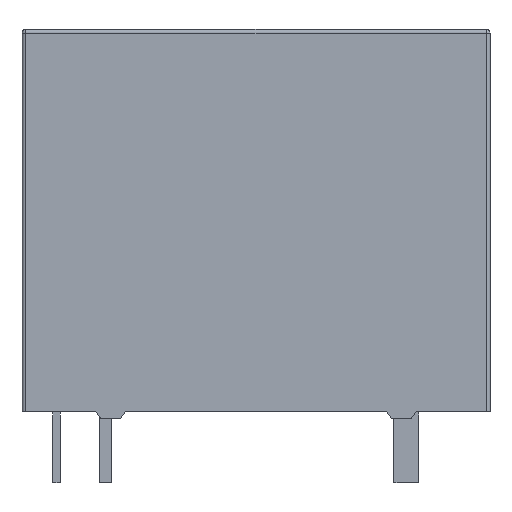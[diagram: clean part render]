
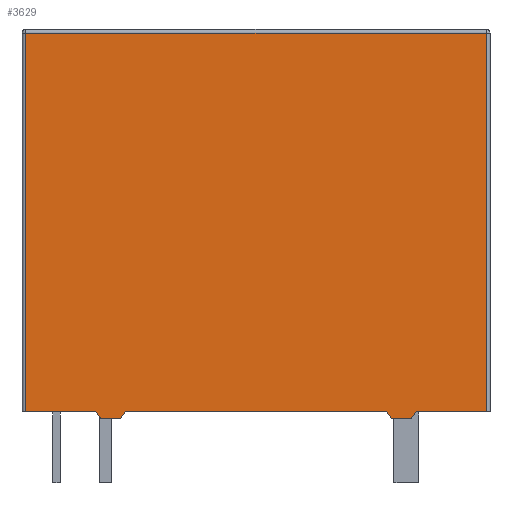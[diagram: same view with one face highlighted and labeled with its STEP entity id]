
A CAD part, front view. The second image highlights one B-rep face of the part: STEP entity #3629.
In plain terms, the highlighted planar face has unit normal (0, -1, 0).
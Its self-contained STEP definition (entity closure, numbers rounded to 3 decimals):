
#34 = CARTESIAN_POINT ( 'NONE',  ( 5.3, -7.75, 0.3 ) ) ;
#326 = VECTOR ( 'NONE', #13182, 1000. ) ;
#400 = CARTESIAN_POINT ( 'NONE',  ( 6.5, -7.75, 0.3 ) ) ;
#445 = CARTESIAN_POINT ( 'NONE',  ( -5.47, -7.75, 0.045 ) ) ;
#483 = ORIENTED_EDGE ( 'NONE', *, *, #1143, .T. ) ;
#749 = CARTESIAN_POINT ( 'NONE',  ( -6.33, -7.75, 0.045 ) ) ;
#898 = DIRECTION ( 'NONE',  ( 1., 0., 0. ) ) ;
#904 = CARTESIAN_POINT ( 'NONE',  ( -9.5, -7.75, 0.3 ) ) ;
#978 = CARTESIAN_POINT ( 'NONE',  ( -6.246, -7.75, 0.1 ) ) ;
#1034 = VECTOR ( 'NONE', #3005, 1000. ) ;
#1045 = DIRECTION ( 'NONE',  ( 1., 0., 0. ) ) ;
#1143 = EDGE_CURVE ( 'NONE', #1392, #17567, #17331, .T. ) ;
#1392 = VERTEX_POINT ( 'NONE', #6726 ) ;
#1397 = LINE ( 'NONE', #4220, #2026 ) ;
#1408 = DIRECTION ( 'NONE',  ( 0., -1., 0. ) ) ;
#1427 = CARTESIAN_POINT ( 'NONE',  ( 6.246, -7.75, 0. ) ) ;
#1511 = LINE ( 'NONE', #11770, #1034 ) ;
#1557 = DIRECTION ( 'NONE',  ( 0., -1., 0. ) ) ;
#1600 = CARTESIAN_POINT ( 'NONE',  ( 9.35, -7.75, 15.8 ) ) ;
#2026 = VECTOR ( 'NONE', #15557, 1000. ) ;
#2276 = EDGE_CURVE ( 'NONE', #14159, #7789, #14158, .T. ) ;
#2390 = CARTESIAN_POINT ( 'NONE',  ( -9.35, -7.75, 0.3 ) ) ;
#2551 = ORIENTED_EDGE ( 'NONE', *, *, #3145, .T. ) ;
#2729 = CARTESIAN_POINT ( 'NONE',  ( -9.5, -7.75, 0.3 ) ) ;
#2784 = CARTESIAN_POINT ( 'NONE',  ( 9.35, -7.75, 15.65 ) ) ;
#3005 = DIRECTION ( 'NONE',  ( 0.555, 0., -0.832 ) ) ;
#3145 = EDGE_CURVE ( 'NONE', #7789, #18133, #15396, .T. ) ;
#3266 = ORIENTED_EDGE ( 'NONE', *, *, #10541, .T. ) ;
#3292 = CIRCLE ( 'NONE', #11037, 0.1 ) ;
#3399 = DIRECTION ( 'NONE',  ( 1., 0., 0. ) ) ;
#3456 = CIRCLE ( 'NONE', #13934, 0.1 ) ;
#3572 = DIRECTION ( 'NONE',  ( 0., 0., 1. ) ) ;
#3629 = ADVANCED_FACE ( 'NONE', ( #11340 ), #14263, .F. ) ;
#3638 = AXIS2_PLACEMENT_3D ( 'NONE', #978, #15415, #9502 ) ;
#3696 = ORIENTED_EDGE ( 'NONE', *, *, #5661, .T. ) ;
#3905 = EDGE_CURVE ( 'NONE', #10502, #17031, #5976, .T. ) ;
#4160 = LINE ( 'NONE', #8467, #5265 ) ;
#4220 = CARTESIAN_POINT ( 'NONE',  ( 5.47, -7.75, 0.045 ) ) ;
#4350 = ORIENTED_EDGE ( 'NONE', *, *, #9362, .T. ) ;
#4484 = AXIS2_PLACEMENT_3D ( 'NONE', #6068, #4673, #11765 ) ;
#4673 = DIRECTION ( 'NONE',  ( 0., -1., 0. ) ) ;
#4766 = AXIS2_PLACEMENT_3D ( 'NONE', #13297, #17505, #3572 ) ;
#4867 = VERTEX_POINT ( 'NONE', #14128 ) ;
#5265 = VECTOR ( 'NONE', #10045, 1000. ) ;
#5661 = EDGE_CURVE ( 'NONE', #12482, #14595, #16315, .T. ) ;
#5709 = ORIENTED_EDGE ( 'NONE', *, *, #17209, .T. ) ;
#5915 = CARTESIAN_POINT ( 'NONE',  ( -5.554, -7.75, 0. ) ) ;
#5976 = LINE ( 'NONE', #445, #326 ) ;
#6068 = CARTESIAN_POINT ( 'NONE',  ( 5.554, -7.75, 0.1 ) ) ;
#6284 = CARTESIAN_POINT ( 'NONE',  ( -6.246, -7.75, 0. ) ) ;
#6390 = ORIENTED_EDGE ( 'NONE', *, *, #3905, .T. ) ;
#6726 = CARTESIAN_POINT ( 'NONE',  ( -6.246, -7.75, 0. ) ) ;
#6901 = VECTOR ( 'NONE', #17222, 1000. ) ;
#7569 = ORIENTED_EDGE ( 'NONE', *, *, #18316, .T. ) ;
#7765 = CARTESIAN_POINT ( 'NONE',  ( -9.35, -7.75, 15.65 ) ) ;
#7789 = VERTEX_POINT ( 'NONE', #2784 ) ;
#7924 = CARTESIAN_POINT ( 'NONE',  ( 6.5, -7.75, 0.3 ) ) ;
#8467 = CARTESIAN_POINT ( 'NONE',  ( -9.35, -7.75, 15.8 ) ) ;
#8504 = CARTESIAN_POINT ( 'NONE',  ( -5.554, -7.75, 0.1 ) ) ;
#8721 = ORIENTED_EDGE ( 'NONE', *, *, #14615, .T. ) ;
#8820 = ORIENTED_EDGE ( 'NONE', *, *, #10922, .T. ) ;
#8916 = DIRECTION ( 'NONE',  ( 1., 0., 0. ) ) ;
#9250 = CARTESIAN_POINT ( 'NONE',  ( -5.47, -7.75, 0.045 ) ) ;
#9322 = EDGE_CURVE ( 'NONE', #14064, #12482, #15266, .T. ) ;
#9335 = CIRCLE ( 'NONE', #3638, 0.1 ) ;
#9362 = EDGE_CURVE ( 'NONE', #14595, #4867, #3292, .T. ) ;
#9502 = DIRECTION ( 'NONE',  ( 0., 0., 1. ) ) ;
#9616 = DIRECTION ( 'NONE',  ( 1., 0., 0. ) ) ;
#9820 = ORIENTED_EDGE ( 'NONE', *, *, #9322, .T. ) ;
#9826 = VERTEX_POINT ( 'NONE', #34 ) ;
#9897 = LINE ( 'NONE', #904, #17229 ) ;
#10045 = DIRECTION ( 'NONE',  ( 0., 0., -1. ) ) ;
#10117 = EDGE_CURVE ( 'NONE', #16298, #14159, #16855, .T. ) ;
#10502 = VERTEX_POINT ( 'NONE', #9250 ) ;
#10541 = EDGE_CURVE ( 'NONE', #10935, #16497, #18405, .T. ) ;
#10922 = EDGE_CURVE ( 'NONE', #14036, #1392, #9335, .T. ) ;
#10935 = VERTEX_POINT ( 'NONE', #2390 ) ;
#11037 = AXIS2_PLACEMENT_3D ( 'NONE', #14242, #1408, #14602 ) ;
#11340 = FACE_OUTER_BOUND ( 'NONE', #11872, .T. ) ;
#11765 = DIRECTION ( 'NONE',  ( 0., 0., 1. ) ) ;
#11770 = CARTESIAN_POINT ( 'NONE',  ( -6.5, -7.75, 0.3 ) ) ;
#11872 = EDGE_LOOP ( 'NONE', ( #13503, #15585, #2551, #8721, #3266, #13756, #8820, #483, #14442, #6390, #5709, #7569, #9820, #3696, #4350, #14587 ) ) ;
#11900 = DIRECTION ( 'NONE',  ( 0.555, 0., 0.832 ) ) ;
#12482 = VERTEX_POINT ( 'NONE', #15064 ) ;
#12523 = VECTOR ( 'NONE', #8916, 1000. ) ;
#12544 = CARTESIAN_POINT ( 'NONE',  ( 5.47, -7.75, 0.045 ) ) ;
#13182 = DIRECTION ( 'NONE',  ( 0.555, 0., 0.832 ) ) ;
#13297 = CARTESIAN_POINT ( 'NONE',  ( -9.5, -7.75, 15.8 ) ) ;
#13503 = ORIENTED_EDGE ( 'NONE', *, *, #10117, .T. ) ;
#13640 = VECTOR ( 'NONE', #11900, 1000. ) ;
#13756 = ORIENTED_EDGE ( 'NONE', *, *, #15972, .T. ) ;
#13934 = AXIS2_PLACEMENT_3D ( 'NONE', #8504, #1557, #17178 ) ;
#14036 = VERTEX_POINT ( 'NONE', #749 ) ;
#14064 = VERTEX_POINT ( 'NONE', #12544 ) ;
#14128 = CARTESIAN_POINT ( 'NONE',  ( 6.33, -7.75, 0.045 ) ) ;
#14158 = LINE ( 'NONE', #1600, #6901 ) ;
#14159 = VERTEX_POINT ( 'NONE', #14418 ) ;
#14164 = CARTESIAN_POINT ( 'NONE',  ( -9.5, -7.75, 15.65 ) ) ;
#14242 = CARTESIAN_POINT ( 'NONE',  ( 6.246, -7.75, 0.1 ) ) ;
#14263 = PLANE ( 'NONE',  #4766 ) ;
#14418 = CARTESIAN_POINT ( 'NONE',  ( 9.35, -7.75, 0.3 ) ) ;
#14442 = ORIENTED_EDGE ( 'NONE', *, *, #16464, .T. ) ;
#14567 = CARTESIAN_POINT ( 'NONE',  ( -6.5, -7.75, 0.3 ) ) ;
#14587 = ORIENTED_EDGE ( 'NONE', *, *, #17734, .T. ) ;
#14595 = VERTEX_POINT ( 'NONE', #1427 ) ;
#14602 = DIRECTION ( 'NONE',  ( 0., 0., 1. ) ) ;
#14615 = EDGE_CURVE ( 'NONE', #18133, #10935, #4160, .T. ) ;
#14673 = VECTOR ( 'NONE', #3399, 1000. ) ;
#14837 = LINE ( 'NONE', #400, #13640 ) ;
#15064 = CARTESIAN_POINT ( 'NONE',  ( 5.554, -7.75, 0. ) ) ;
#15266 = CIRCLE ( 'NONE', #4484, 0.1 ) ;
#15344 = CARTESIAN_POINT ( 'NONE',  ( -9.5, -7.75, 0.3 ) ) ;
#15396 = LINE ( 'NONE', #14164, #16999 ) ;
#15415 = DIRECTION ( 'NONE',  ( 0., -1., 0. ) ) ;
#15557 = DIRECTION ( 'NONE',  ( 0.555, 0., -0.832 ) ) ;
#15585 = ORIENTED_EDGE ( 'NONE', *, *, #2276, .T. ) ;
#15832 = CARTESIAN_POINT ( 'NONE',  ( -5.3, -7.75, 0.3 ) ) ;
#15922 = DIRECTION ( 'NONE',  ( -1., 0., 0. ) ) ;
#15972 = EDGE_CURVE ( 'NONE', #16497, #14036, #1511, .T. ) ;
#16138 = VECTOR ( 'NONE', #1045, 1000. ) ;
#16232 = CARTESIAN_POINT ( 'NONE',  ( 6.246, -7.75, 0. ) ) ;
#16298 = VERTEX_POINT ( 'NONE', #7924 ) ;
#16315 = LINE ( 'NONE', #16232, #14673 ) ;
#16464 = EDGE_CURVE ( 'NONE', #17567, #10502, #3456, .T. ) ;
#16482 = VECTOR ( 'NONE', #898, 1000. ) ;
#16497 = VERTEX_POINT ( 'NONE', #14567 ) ;
#16855 = LINE ( 'NONE', #2729, #16138 ) ;
#16999 = VECTOR ( 'NONE', #15922, 1000. ) ;
#17031 = VERTEX_POINT ( 'NONE', #15832 ) ;
#17178 = DIRECTION ( 'NONE',  ( 0., 0., 1. ) ) ;
#17209 = EDGE_CURVE ( 'NONE', #17031, #9826, #9897, .T. ) ;
#17222 = DIRECTION ( 'NONE',  ( 0., 0., 1. ) ) ;
#17229 = VECTOR ( 'NONE', #9616, 1000. ) ;
#17331 = LINE ( 'NONE', #6284, #12523 ) ;
#17505 = DIRECTION ( 'NONE',  ( 0., 1., 0. ) ) ;
#17567 = VERTEX_POINT ( 'NONE', #5915 ) ;
#17734 = EDGE_CURVE ( 'NONE', #4867, #16298, #14837, .T. ) ;
#18133 = VERTEX_POINT ( 'NONE', #7765 ) ;
#18316 = EDGE_CURVE ( 'NONE', #9826, #14064, #1397, .T. ) ;
#18405 = LINE ( 'NONE', #15344, #16482 ) ;
